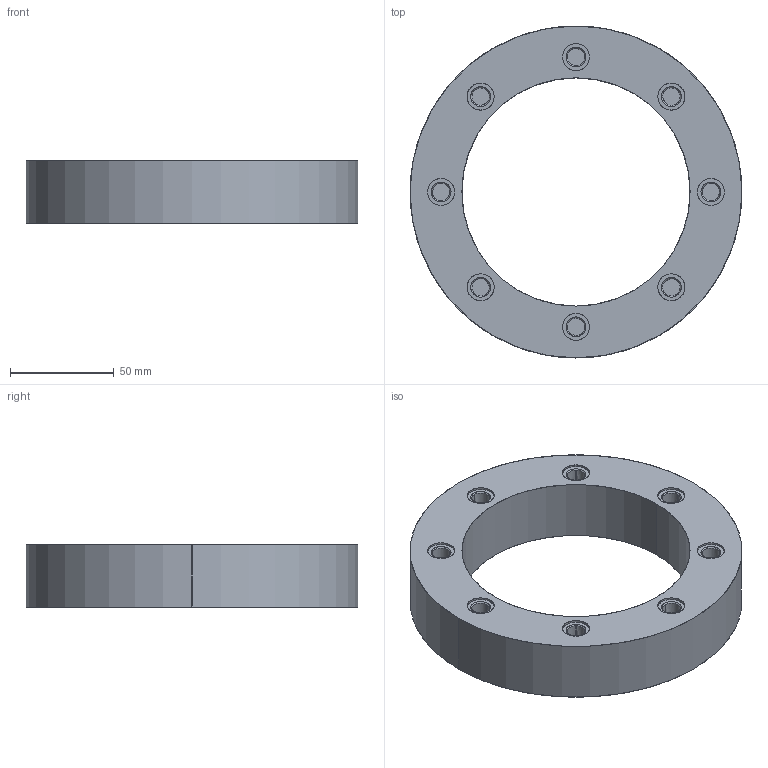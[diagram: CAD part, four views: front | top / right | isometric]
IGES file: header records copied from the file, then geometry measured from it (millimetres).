
Start section: SolidWorks IGES file using analytic representation for surfaces
Global section: file name: Einschweißflansch_251588.IGS; native system: SolidWorks 2010; preprocessor: SolidWorks 2010; author: LarsenR; date: 120927.100841; units: millimetre
Bounding box: 160 x 160 x 30 mm (x, y, z)
Surface area: 56795.4 mm2 (no closed solid volume)
Topology: 0 solids, 0 shells, 62 faces, 1296 edges, 1296 vertices
Faces by surface type: revolution 52, bspline 10
